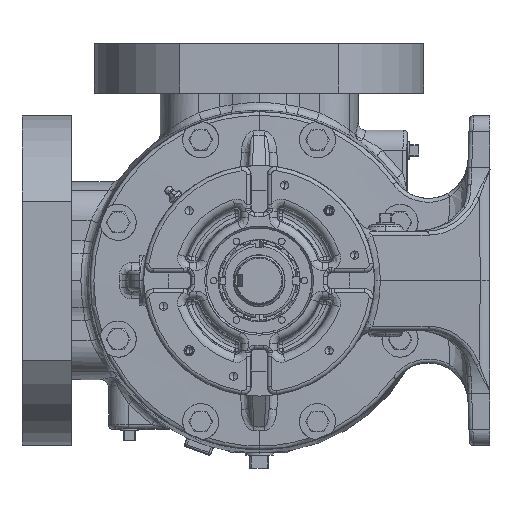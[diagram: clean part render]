
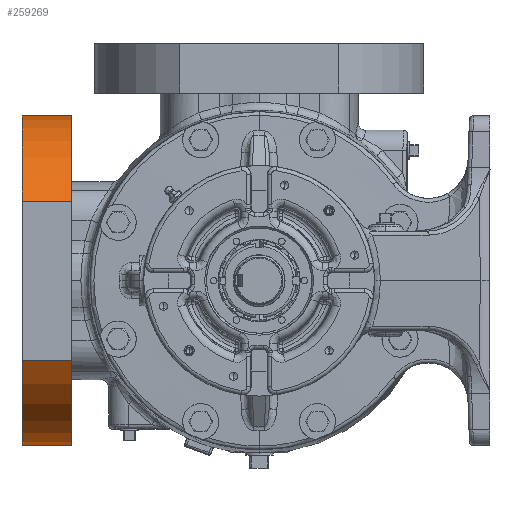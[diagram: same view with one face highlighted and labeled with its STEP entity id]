
A CAD part, left-side view. The second image highlights one B-rep face of the part: STEP entity #259269.
In plain terms, the highlighted cylindrical face has radius 127 mm (diameter 254 mm), a partial arc.
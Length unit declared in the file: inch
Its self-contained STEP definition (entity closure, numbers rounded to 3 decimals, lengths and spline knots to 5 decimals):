
#4215 = AXIS2_PLACEMENT_3D ( 'NONE', #264260, #220211, #115548 ) ;
#15308 = LINE ( 'NONE', #162867, #245769 ) ;
#21521 = EDGE_CURVE ( 'NONE', #111601, #164789, #193339, .T. ) ;
#32365 = ORIENTED_EDGE ( 'NONE', *, *, #161123, .T. ) ;
#37430 = DIRECTION ( 'NONE',  ( -1., 0., 0. ) ) ;
#39895 = DIRECTION ( 'NONE',  ( 0., -1., 0. ) ) ;
#52787 = DIRECTION ( 'NONE',  ( -1., 0., 0. ) ) ;
#70798 = CARTESIAN_POINT ( 'NONE',  ( 3.345, 7.1875, 0. ) ) ;
#81281 = VERTEX_POINT ( 'NONE', #110801 ) ;
#103106 = ORIENTED_EDGE ( 'NONE', *, *, #21521, .F. ) ;
#107484 = CARTESIAN_POINT ( 'NONE',  ( -1.035, 7.1875, 2.41156 ) ) ;
#109803 = ORIENTED_EDGE ( 'NONE', *, *, #195565, .F. ) ;
#110801 = CARTESIAN_POINT ( 'NONE',  ( -1.035, 7.1875, -2.41156 ) ) ;
#111601 = VERTEX_POINT ( 'NONE', #212997 ) ;
#115548 = DIRECTION ( 'NONE',  ( -1., 0., 0. ) ) ;
#116595 = EDGE_CURVE ( 'NONE', #81281, #170670, #239241, .T. ) ;
#117592 = CARTESIAN_POINT ( 'NONE',  ( 3.345, 4.99105, 0. ) ) ;
#123012 = DIRECTION ( 'NONE',  ( 0., -1., 0. ) ) ;
#124996 = AXIS2_PLACEMENT_3D ( 'NONE', #70798, #262322, #52787 ) ;
#130333 = AXIS2_PLACEMENT_3D ( 'NONE', #117592, #123012, #37430 ) ;
#158445 = ORIENTED_EDGE ( 'NONE', *, *, #116595, .T. ) ;
#158918 = CYLINDRICAL_SURFACE ( 'NONE', #130333, 5. ) ;
#161123 = EDGE_CURVE ( 'NONE', #170670, #164789, #191515, .T. ) ;
#162867 = CARTESIAN_POINT ( 'NONE',  ( -1.035, 7.1875, -2.41156 ) ) ;
#164789 = VERTEX_POINT ( 'NONE', #195682 ) ;
#170670 = VERTEX_POINT ( 'NONE', #254867 ) ;
#191515 = LINE ( 'NONE', #107484, #251184 ) ;
#193339 = CIRCLE ( 'NONE', #4215, 5. ) ;
#195565 = EDGE_CURVE ( 'NONE', #81281, #111601, #15308, .T. ) ;
#195682 = CARTESIAN_POINT ( 'NONE',  ( -1.035, 5.6875, 2.41156 ) ) ;
#212997 = CARTESIAN_POINT ( 'NONE',  ( -1.035, 5.6875, -2.41156 ) ) ;
#217773 = EDGE_LOOP ( 'NONE', ( #109803, #158445, #32365, #103106 ) ) ;
#220211 = DIRECTION ( 'NONE',  ( 0., -1., 0. ) ) ;
#223592 = FACE_OUTER_BOUND ( 'NONE', #217773, .T. ) ;
#239241 = CIRCLE ( 'NONE', #124996, 5. ) ;
#245769 = VECTOR ( 'NONE', #248107, 39.37008 ) ;
#248107 = DIRECTION ( 'NONE',  ( 0., -1., 0. ) ) ;
#251184 = VECTOR ( 'NONE', #39895, 39.37008 ) ;
#254867 = CARTESIAN_POINT ( 'NONE',  ( -1.035, 7.1875, 2.41156 ) ) ;
#259269 = ADVANCED_FACE ( 'NONE', ( #223592 ), #158918, .T. ) ;
#262322 = DIRECTION ( 'NONE',  ( 0., -1., 0. ) ) ;
#264260 = CARTESIAN_POINT ( 'NONE',  ( 3.345, 5.6875, 0. ) ) ;
